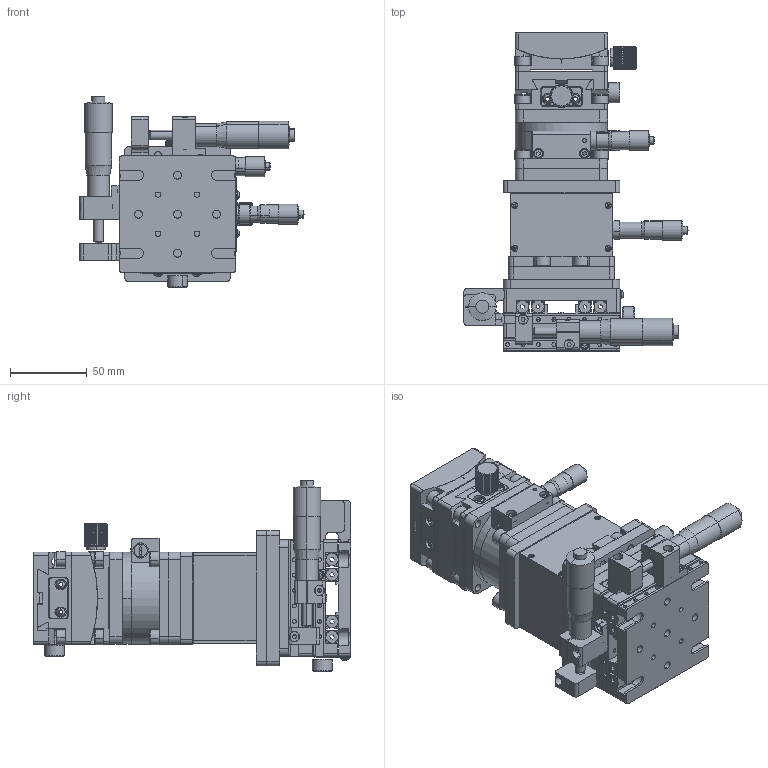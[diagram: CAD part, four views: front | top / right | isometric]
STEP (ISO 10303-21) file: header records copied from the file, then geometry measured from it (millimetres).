
FILE_DESCRIPTION (( 'STEP AP203' ), '1' );
FILE_NAME ('06MTG50-6.STEP', '2021-07-09T06:10:00', ( '' ), ( '' ), 'SwSTEP 2.0', 'SolidWorks 2020', '' );
FILE_SCHEMA (( 'CONFIG_CONTROL_DESIGN' ));
Length unit declared in the file: millimetre
Products named in the file (1): 06MTG50-6
Bounding box: 145.9 x 206.95 x 124.1 mm (x, y, z)
Surface area: 262093.2 mm2 (no closed solid volume)
Topology: 0 solids, 167 shells, 2629 faces, 7788 edges, 5268 vertices
Faces by surface type: plane 1286, cylinder 973, cone 214, torus 126, sphere 30
Entity records: 92828 total; most frequent: CARTESIAN_POINT 21523, DIRECTION 15206, ORIENTED_EDGE 13571, EDGE_CURVE 7758, AXIS2_PLACEMENT_3D 5427, VERTEX_POINT 5266, VECTOR 4352, LINE 4352
